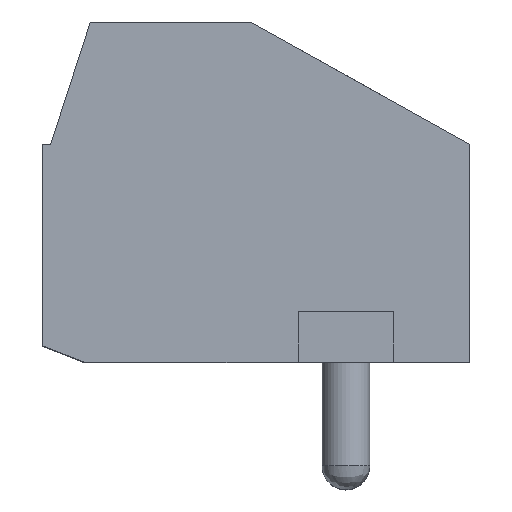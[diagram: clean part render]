
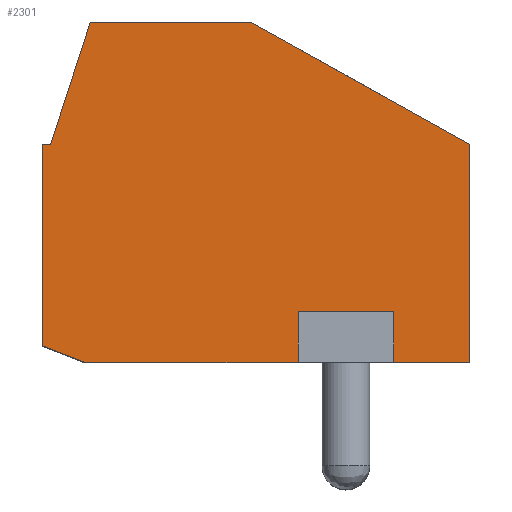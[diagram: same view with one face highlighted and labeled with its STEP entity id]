
A CAD part, top view. The second image highlights one B-rep face of the part: STEP entity #2301.
In plain terms, the highlighted planar face has unit normal (0, 0, 1).
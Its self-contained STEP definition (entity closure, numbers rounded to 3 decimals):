
#98 = DIRECTION ( 'NONE',  ( 0.931, -0.364, 0. ) ) ;
#101 = CARTESIAN_POINT ( 'NONE',  ( 0., 5.016, 5. ) ) ;
#118 = VECTOR ( 'NONE', #3206, 1000. ) ;
#144 = CARTESIAN_POINT ( 'NONE',  ( 8.053, 5.016, 5. ) ) ;
#156 = EDGE_CURVE ( 'NONE', #1899, #2872, #2656, .T. ) ;
#166 = DIRECTION ( 'NONE',  ( 0., 0., 1. ) ) ;
#194 = VERTEX_POINT ( 'NONE', #2793 ) ;
#306 = EDGE_LOOP ( 'NONE', ( #2750, #1772, #1612, #658, #959, #1194, #706, #2744, #1519, #1831, #2718, #682 ) ) ;
#335 = CARTESIAN_POINT ( 'NONE',  ( 13.453, 10.27, 5. ) ) ;
#362 = LINE ( 'NONE', #2713, #1722 ) ;
#381 = EDGE_CURVE ( 'NONE', #194, #3001, #1459, .T. ) ;
#391 = CARTESIAN_POINT ( 'NONE',  ( 11.053, 5.016, 5. ) ) ;
#450 = VECTOR ( 'NONE', #98, 1000. ) ;
#464 = CARTESIAN_POINT ( 'NONE',  ( 11.053, 3.416, 5. ) ) ;
#482 = CARTESIAN_POINT ( 'NONE',  ( 8.053, 5.016, 5. ) ) ;
#512 = CARTESIAN_POINT ( 'NONE',  ( 0.27, 10.27, 5. ) ) ;
#658 = ORIENTED_EDGE ( 'NONE', *, *, #1449, .F. ) ;
#680 = CARTESIAN_POINT ( 'NONE',  ( 0., 14.114, 5. ) ) ;
#682 = ORIENTED_EDGE ( 'NONE', *, *, #3286, .T. ) ;
#703 = LINE ( 'NONE', #335, #1925 ) ;
#706 = ORIENTED_EDGE ( 'NONE', *, *, #1300, .T. ) ;
#714 = DIRECTION ( 'NONE',  ( -1., 0., 0. ) ) ;
#728 = DIRECTION ( 'NONE',  ( 1., 0., 0. ) ) ;
#738 = CARTESIAN_POINT ( 'NONE',  ( 8.053, 3.416, 5. ) ) ;
#779 = CARTESIAN_POINT ( 'NONE',  ( 13.453, 3.416, 5. ) ) ;
#785 = VECTOR ( 'NONE', #1263, 1000. ) ;
#831 = LINE ( 'NONE', #1287, #1501 ) ;
#913 = VERTEX_POINT ( 'NONE', #391 ) ;
#943 = CARTESIAN_POINT ( 'NONE',  ( 1.339, 3.416, 5. ) ) ;
#959 = ORIENTED_EDGE ( 'NONE', *, *, #3183, .T. ) ;
#965 = AXIS2_PLACEMENT_3D ( 'NONE', #1688, #166, #1946 ) ;
#1041 = CARTESIAN_POINT ( 'NONE',  ( 0., 3.416, 5. ) ) ;
#1042 = VERTEX_POINT ( 'NONE', #464 ) ;
#1087 = LINE ( 'NONE', #2787, #2140 ) ;
#1098 = DIRECTION ( 'NONE',  ( -0.874, 0.487, 0. ) ) ;
#1129 = VERTEX_POINT ( 'NONE', #482 ) ;
#1155 = DIRECTION ( 'NONE',  ( 0., 1., 0. ) ) ;
#1194 = ORIENTED_EDGE ( 'NONE', *, *, #1727, .T. ) ;
#1203 = CARTESIAN_POINT ( 'NONE',  ( 13.453, 10.27, 5. ) ) ;
#1263 = DIRECTION ( 'NONE',  ( -0.308, -0.951, 0. ) ) ;
#1287 = CARTESIAN_POINT ( 'NONE',  ( 11.053, 5.016, 5. ) ) ;
#1300 = EDGE_CURVE ( 'NONE', #1874, #1521, #703, .T. ) ;
#1428 = EDGE_CURVE ( 'NONE', #1129, #913, #3138, .T. ) ;
#1447 = LINE ( 'NONE', #144, #118 ) ;
#1449 = EDGE_CURVE ( 'NONE', #1042, #913, #831, .T. ) ;
#1459 = LINE ( 'NONE', #1577, #785 ) ;
#1497 = LINE ( 'NONE', #680, #2117 ) ;
#1501 = VECTOR ( 'NONE', #2844, 1000. ) ;
#1519 = ORIENTED_EDGE ( 'NONE', *, *, #381, .T. ) ;
#1521 = VERTEX_POINT ( 'NONE', #2632 ) ;
#1567 = EDGE_CURVE ( 'NONE', #1972, #2510, #2282, .T. ) ;
#1577 = CARTESIAN_POINT ( 'NONE',  ( 1.515, 14.114, 5. ) ) ;
#1582 = VECTOR ( 'NONE', #2408, 1000. ) ;
#1612 = ORIENTED_EDGE ( 'NONE', *, *, #1428, .T. ) ;
#1613 = CARTESIAN_POINT ( 'NONE',  ( 0., 3.939, 5. ) ) ;
#1688 = CARTESIAN_POINT ( 'NONE',  ( 0., 0., 5. ) ) ;
#1722 = VECTOR ( 'NONE', #1155, 1000. ) ;
#1727 = EDGE_CURVE ( 'NONE', #3169, #1874, #362, .T. ) ;
#1752 = CARTESIAN_POINT ( 'NONE',  ( 0., 3.939, 5. ) ) ;
#1772 = ORIENTED_EDGE ( 'NONE', *, *, #2272, .T. ) ;
#1818 = EDGE_CURVE ( 'NONE', #1521, #194, #1497, .T. ) ;
#1831 = ORIENTED_EDGE ( 'NONE', *, *, #2820, .T. ) ;
#1874 = VERTEX_POINT ( 'NONE', #1203 ) ;
#1899 = VERTEX_POINT ( 'NONE', #943 ) ;
#1925 = VECTOR ( 'NONE', #1098, 1000. ) ;
#1946 = DIRECTION ( 'NONE',  ( 1., 0., 0. ) ) ;
#1972 = VERTEX_POINT ( 'NONE', #3310 ) ;
#2117 = VECTOR ( 'NONE', #2239, 1000. ) ;
#2140 = VECTOR ( 'NONE', #714, 1000. ) ;
#2239 = DIRECTION ( 'NONE',  ( -1., 0., 0. ) ) ;
#2272 = EDGE_CURVE ( 'NONE', #2872, #1129, #1447, .T. ) ;
#2282 = LINE ( 'NONE', #2904, #1582 ) ;
#2301 = ADVANCED_FACE ( 'NONE', ( #2517 ), #2464, .T. ) ;
#2327 = DIRECTION ( 'NONE',  ( 1., 0., 0. ) ) ;
#2408 = DIRECTION ( 'NONE',  ( 0., -1., 0. ) ) ;
#2437 = LINE ( 'NONE', #1613, #450 ) ;
#2454 = VECTOR ( 'NONE', #2327, 1000. ) ;
#2464 = PLANE ( 'NONE',  #965 ) ;
#2510 = VERTEX_POINT ( 'NONE', #1752 ) ;
#2517 = FACE_OUTER_BOUND ( 'NONE', #306, .T. ) ;
#2575 = VECTOR ( 'NONE', #728, 1000. ) ;
#2629 = VECTOR ( 'NONE', #3114, 1000. ) ;
#2632 = CARTESIAN_POINT ( 'NONE',  ( 6.55, 14.114, 5. ) ) ;
#2656 = LINE ( 'NONE', #2805, #2575 ) ;
#2713 = CARTESIAN_POINT ( 'NONE',  ( 13.453, 0., 5. ) ) ;
#2718 = ORIENTED_EDGE ( 'NONE', *, *, #1567, .T. ) ;
#2744 = ORIENTED_EDGE ( 'NONE', *, *, #1818, .T. ) ;
#2750 = ORIENTED_EDGE ( 'NONE', *, *, #156, .T. ) ;
#2787 = CARTESIAN_POINT ( 'NONE',  ( 0.27, 10.27, 5. ) ) ;
#2793 = CARTESIAN_POINT ( 'NONE',  ( 1.515, 14.114, 5. ) ) ;
#2805 = CARTESIAN_POINT ( 'NONE',  ( 0., 3.416, 5. ) ) ;
#2820 = EDGE_CURVE ( 'NONE', #3001, #1972, #1087, .T. ) ;
#2844 = DIRECTION ( 'NONE',  ( 0., 1., 0. ) ) ;
#2872 = VERTEX_POINT ( 'NONE', #738 ) ;
#2904 = CARTESIAN_POINT ( 'NONE',  ( 0., 0., 5. ) ) ;
#3001 = VERTEX_POINT ( 'NONE', #512 ) ;
#3114 = DIRECTION ( 'NONE',  ( 1., 0., 0. ) ) ;
#3138 = LINE ( 'NONE', #101, #2454 ) ;
#3169 = VERTEX_POINT ( 'NONE', #779 ) ;
#3183 = EDGE_CURVE ( 'NONE', #1042, #3169, #3322, .T. ) ;
#3206 = DIRECTION ( 'NONE',  ( 0., 1., 0. ) ) ;
#3286 = EDGE_CURVE ( 'NONE', #2510, #1899, #2437, .T. ) ;
#3310 = CARTESIAN_POINT ( 'NONE',  ( 0., 10.27, 5. ) ) ;
#3322 = LINE ( 'NONE', #1041, #2629 ) ;
